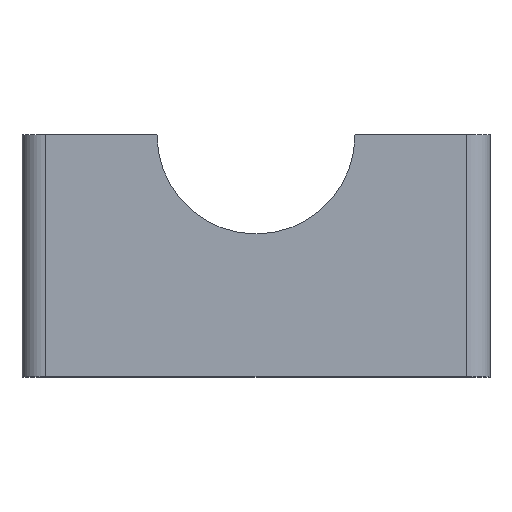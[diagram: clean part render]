
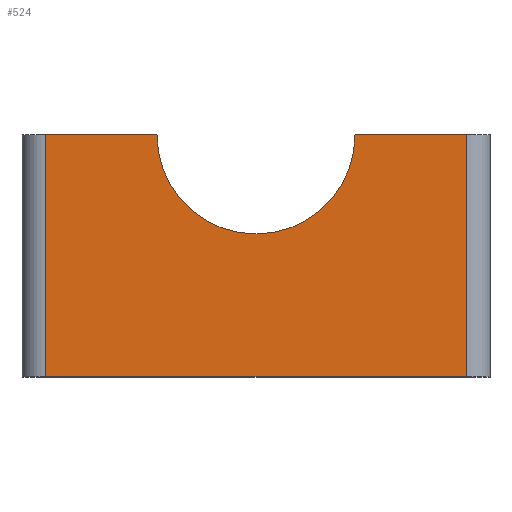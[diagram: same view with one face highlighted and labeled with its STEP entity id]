
A CAD part, top view. The second image highlights one B-rep face of the part: STEP entity #524.
In plain terms, the highlighted planar face has unit normal (0, 0, 1).
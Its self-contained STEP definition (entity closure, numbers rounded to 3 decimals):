
#120=CARTESIAN_POINT('Vertex',(12.7,31.03,13.)) ;
#134=CARTESIAN_POINT('Vertex',(-12.7,31.03,13.)) ;
#137=CARTESIAN_POINT('Axis2P3D Location',(0.,31.03,13.)) ;
#213=CARTESIAN_POINT('Vertex',(-27.,31.03,13.)) ;
#218=CARTESIAN_POINT('Line Origine',(-19.85,31.03,13.)) ;
#345=CARTESIAN_POINT('Vertex',(-27.,0.,13.)) ;
#348=CARTESIAN_POINT('Line Origine',(-27.,15.515,13.)) ;
#386=CARTESIAN_POINT('Vertex',(0.,0.,13.)) ;
#389=CARTESIAN_POINT('Line Origine',(-13.5,0.,13.)) ;
#418=CARTESIAN_POINT('Vertex',(27.,31.03,13.)) ;
#421=CARTESIAN_POINT('Line Origine',(27.,15.515,13.)) ;
#425=CARTESIAN_POINT('Vertex',(27.,0.,13.)) ;
#500=CARTESIAN_POINT('Axis2P3D Location',(0.,0.,13.)) ;
#505=CARTESIAN_POINT('Line Origine',(13.5,0.,13.)) ;
#510=CARTESIAN_POINT('Line Origine',(19.85,31.03,13.)) ;
#138=DIRECTION('Axis2P3D Direction',(0.,0.,1.)) ;
#219=DIRECTION('Vector Direction',(1.,0.,0.)) ;
#349=DIRECTION('Vector Direction',(0.,1.,0.)) ;
#390=DIRECTION('Vector Direction',(-1.,0.,0.)) ;
#422=DIRECTION('Vector Direction',(0.,1.,0.)) ;
#501=DIRECTION('Axis2P3D Direction',(0.,0.,1.)) ;
#502=DIRECTION('Axis2P3D XDirection',(1.,0.,0.)) ;
#506=DIRECTION('Vector Direction',(-1.,0.,0.)) ;
#511=DIRECTION('Vector Direction',(1.,0.,0.)) ;
#139=AXIS2_PLACEMENT_3D('Circle Axis2P3D',#137,#138,$) ;
#503=AXIS2_PLACEMENT_3D('Plane Axis2P3D',#500,#501,#502) ;
#516=ORIENTED_EDGE('',*,*,#393,.T.) ;
#517=ORIENTED_EDGE('',*,*,#509,.T.) ;
#518=ORIENTED_EDGE('',*,*,#427,.T.) ;
#519=ORIENTED_EDGE('',*,*,#514,.T.) ;
#520=ORIENTED_EDGE('',*,*,#141,.T.) ;
#521=ORIENTED_EDGE('',*,*,#222,.T.) ;
#522=ORIENTED_EDGE('',*,*,#352,.T.) ;
#220=VECTOR('Line Direction',#219,1.) ;
#350=VECTOR('Line Direction',#349,1.) ;
#391=VECTOR('Line Direction',#390,1.) ;
#423=VECTOR('Line Direction',#422,1.) ;
#507=VECTOR('Line Direction',#506,1.) ;
#512=VECTOR('Line Direction',#511,1.) ;
#524=ADVANCED_FACE('Corps principal',(#523),#504,.T.) ;
#140=CIRCLE('generated circle',#139,12.7) ;
#141=EDGE_CURVE('',#121,#135,#140,.F.) ;
#222=EDGE_CURVE('',#135,#214,#221,.F.) ;
#352=EDGE_CURVE('',#214,#346,#351,.F.) ;
#393=EDGE_CURVE('',#346,#387,#392,.F.) ;
#427=EDGE_CURVE('',#426,#419,#424,.T.) ;
#509=EDGE_CURVE('',#387,#426,#508,.F.) ;
#514=EDGE_CURVE('',#419,#121,#513,.F.) ;
#515=EDGE_LOOP('',(#516,#517,#518,#519,#520,#521,#522)) ;
#523=FACE_OUTER_BOUND('',#515,.T.) ;
#221=LINE('Line',#218,#220) ;
#351=LINE('Line',#348,#350) ;
#392=LINE('Line',#389,#391) ;
#424=LINE('Line',#421,#423) ;
#508=LINE('Line',#505,#507) ;
#513=LINE('Line',#510,#512) ;
#504=PLANE('Plane',#503) ;
#121=VERTEX_POINT('',#120) ;
#135=VERTEX_POINT('',#134) ;
#214=VERTEX_POINT('',#213) ;
#346=VERTEX_POINT('',#345) ;
#387=VERTEX_POINT('',#386) ;
#419=VERTEX_POINT('',#418) ;
#426=VERTEX_POINT('',#425) ;
